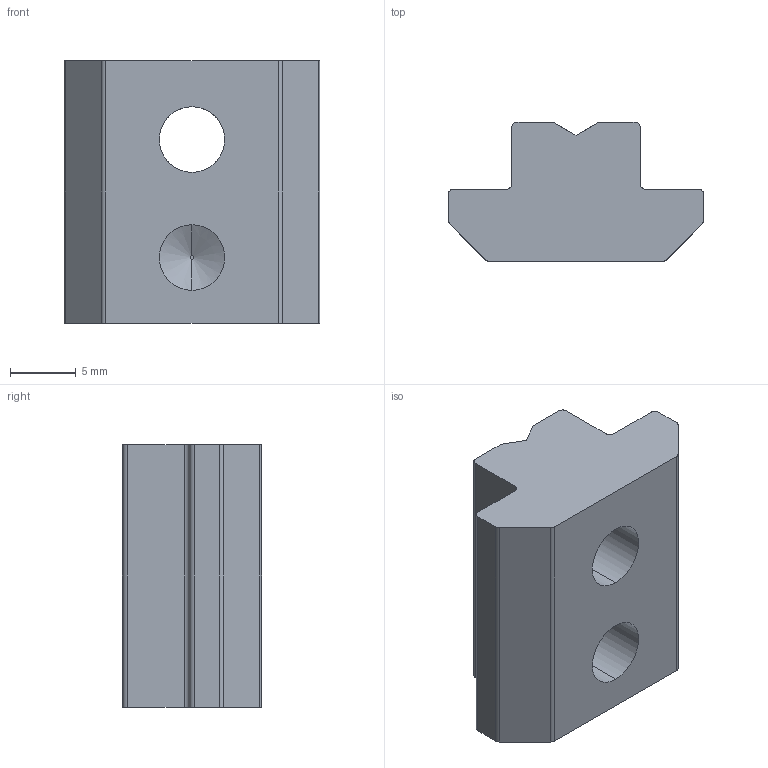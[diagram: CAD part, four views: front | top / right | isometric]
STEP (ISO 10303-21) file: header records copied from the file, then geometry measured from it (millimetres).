
FILE_DESCRIPTION (( 'STEP AP214' ), '1' );
FILE_NAME ('096030s08.STEP', '2014-08-18T11:57:07', ( '' ), ( '' ), 'SwSTEP 2.0', 'SolidWorks 2014', '' );
FILE_SCHEMA (( 'AUTOMOTIVE_DESIGN' ));
Length unit declared in the file: millimetre
Products named in the file (1): 096030s08
Bounding box: 19.5 x 10.6 x 20 mm (x, y, z)
Volume: 2603 mm3; surface area: 1632.7 mm2
Topology: 1 solids, 1 shells, 34 faces, 92 edges, 60 vertices
Faces by surface type: plane 18, cylinder 14, cone 2
Entity records: 1112 total; most frequent: CARTESIAN_POINT 199, DIRECTION 188, ORIENTED_EDGE 184, EDGE_CURVE 92, AXIS2_PLACEMENT_3D 65, VERTEX_POINT 60, VECTOR 58, LINE 58
